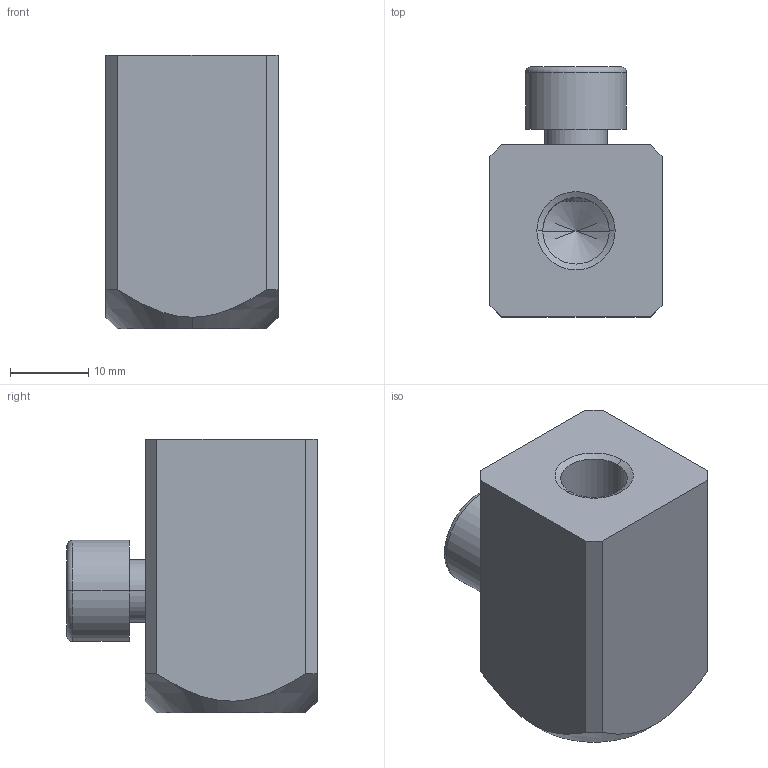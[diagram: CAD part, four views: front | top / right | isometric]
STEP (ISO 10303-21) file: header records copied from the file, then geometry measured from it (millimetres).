
FILE_DESCRIPTION(('Creo Elements/Direct Modeling STEP Export'),'2;1');
FILE_NAME('44.0120_Gewindeeinsatz-MMS-44_M10.stp','2022-03-21T 8:57:26',(''),(''),'PTC Creo Elements/Direct Modeling STEP processor for AP214 (Solid Model)','PTC Creo Elements/Direct Modeling 19.0C 15-Aug-2015 (C) Parametric Technology GmbH','');
FILE_SCHEMA(('AUTOMOTIVE_DESIGN { 1 0 10303 214 1 1 1 1 }'));
Length unit declared in the file: millimetre
Products named in the file (3): Gewindeeinsatz-MMS-44_M10_96.4029_PX173385; Spannschraube-MMS-4455_Verbinder_96.4005_PX171732; Gewindeeinsatz-MMS-44_M10_44.0120_PX173389
Assembly tree (2 placements, depth 2):
  Gewindeeinsatz-MMS-44_M10_44.0120_PX173389
    Spannschraube-MMS-4455_Verbinder_96.4005_PX171732
    Gewindeeinsatz-MMS-44_M10_96.4029_PX173385
Bounding box: 22 x 32 x 35 mm (x, y, z)
Volume: 15991.4 mm3; surface area: 5348.2 mm2
Topology: 2 solids, 2 shells, 47 faces, 122 edges, 75 vertices
Faces by surface type: plane 19, cone 14, cylinder 12, torus 2
Entity records: 2372 total; most frequent: CARTESIAN_POINT 1228, ORIENTED_EDGE 228, DIRECTION 190, EDGE_CURVE 114, VERTEX_POINT 73, AXIS2_PLACEMENT_3D 68, VECTOR 54, LINE 54
